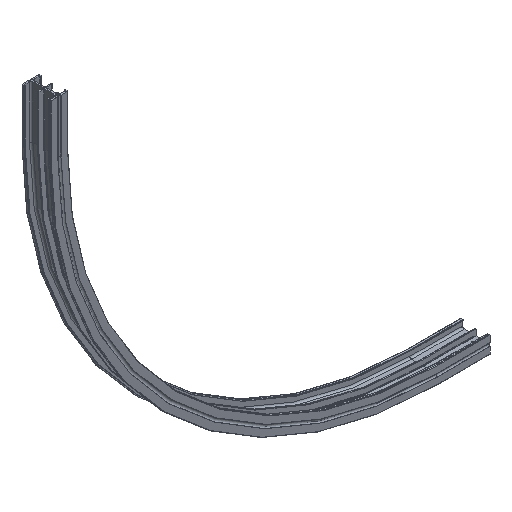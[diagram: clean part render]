
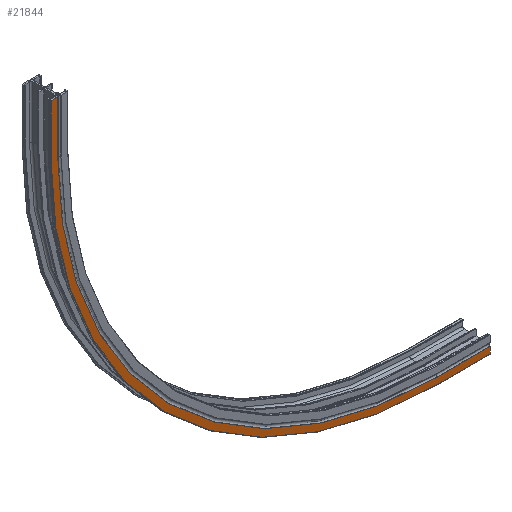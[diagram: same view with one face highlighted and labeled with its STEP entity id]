
A CAD part, isometric view. The second image highlights one B-rep face of the part: STEP entity #21844.
In plain terms, the highlighted planar face has unit normal (0, -1, 0).
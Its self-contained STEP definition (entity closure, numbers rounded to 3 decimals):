
#438 = AXIS2_PLACEMENT_3D ( 'NONE', #13210, #1148, #922 ) ;
#577 = VERTEX_POINT ( 'NONE', #13543 ) ;
#922 = DIRECTION ( 'NONE',  ( 0., 0., 1. ) ) ;
#943 = VECTOR ( 'NONE', #2850, 1000. ) ;
#1148 = DIRECTION ( 'NONE',  ( 0., 1., 0. ) ) ;
#1301 = ORIENTED_EDGE ( 'NONE', *, *, #22168, .T. ) ;
#1482 = ORIENTED_EDGE ( 'NONE', *, *, #6966, .F. ) ;
#1583 = CIRCLE ( 'NONE', #8897, 1098. ) ;
#1908 = ORIENTED_EDGE ( 'NONE', *, *, #4005, .T. ) ;
#2107 = CIRCLE ( 'NONE', #438, 1079.217 ) ;
#2283 = LINE ( 'NONE', #22035, #943 ) ;
#2301 = VERTEX_POINT ( 'NONE', #18417 ) ;
#2692 = DIRECTION ( 'NONE',  ( 0., 1., 0. ) ) ;
#2714 = DIRECTION ( 'NONE',  ( 0., 0., -1. ) ) ;
#2850 = DIRECTION ( 'NONE',  ( 0., 0., 1. ) ) ;
#3057 = VERTEX_POINT ( 'NONE', #12486 ) ;
#3434 = VERTEX_POINT ( 'NONE', #13980 ) ;
#4005 = EDGE_CURVE ( 'NONE', #2301, #577, #2283, .T. ) ;
#4117 = DIRECTION ( 'NONE',  ( -1., 0., 0. ) ) ;
#4125 = VECTOR ( 'NONE', #17821, 1000. ) ;
#4126 = CARTESIAN_POINT ( 'NONE',  ( 1224.5, -41.25, -1079.217 ) ) ;
#4472 = DIRECTION ( 'NONE',  ( 0., 0., -1. ) ) ;
#5344 = VECTOR ( 'NONE', #8167, 1000. ) ;
#6268 = ORIENTED_EDGE ( 'NONE', *, *, #19661, .F. ) ;
#6571 = ORIENTED_EDGE ( 'NONE', *, *, #10168, .T. ) ;
#6966 = EDGE_CURVE ( 'NONE', #3434, #7782, #7652, .T. ) ;
#7509 = CARTESIAN_POINT ( 'NONE',  ( 24.5, -41.25, 150. ) ) ;
#7652 = LINE ( 'NONE', #9110, #4125 ) ;
#7782 = VERTEX_POINT ( 'NONE', #15981 ) ;
#7976 = EDGE_LOOP ( 'NONE', ( #14043, #18380, #1482, #6268, #6571, #1301, #1908, #12353 ) ) ;
#8089 = CARTESIAN_POINT ( 'NONE',  ( 1074.5, -41.25, -1079.217 ) ) ;
#8167 = DIRECTION ( 'NONE',  ( -1., 0., 0. ) ) ;
#8598 = CARTESIAN_POINT ( 'NONE',  ( 1074.5, -41.25, 0. ) ) ;
#8616 = VERTEX_POINT ( 'NONE', #8089 ) ;
#8897 = AXIS2_PLACEMENT_3D ( 'NONE', #8598, #15518, #12253 ) ;
#8918 = EDGE_CURVE ( 'NONE', #9977, #3057, #9229, .T. ) ;
#9110 = CARTESIAN_POINT ( 'NONE',  ( 1224.5, -41.25, -1098. ) ) ;
#9229 = LINE ( 'NONE', #15270, #19815 ) ;
#9699 = CARTESIAN_POINT ( 'NONE',  ( 1224.5, -41.25, -1079.217 ) ) ;
#9746 = LINE ( 'NONE', #7509, #13006 ) ;
#9977 = VERTEX_POINT ( 'NONE', #14349 ) ;
#10168 = EDGE_CURVE ( 'NONE', #15612, #8616, #22209, .T. ) ;
#11029 = EDGE_CURVE ( 'NONE', #7782, #3057, #1583, .T. ) ;
#11445 = CARTESIAN_POINT ( 'NONE',  ( 1224.5, -41.25, -1079.217 ) ) ;
#12253 = DIRECTION ( 'NONE',  ( 0., 0., 1. ) ) ;
#12353 = ORIENTED_EDGE ( 'NONE', *, *, #21182, .F. ) ;
#12486 = CARTESIAN_POINT ( 'NONE',  ( -23.5, -41.25, 0. ) ) ;
#13006 = VECTOR ( 'NONE', #14593, 1000. ) ;
#13210 = CARTESIAN_POINT ( 'NONE',  ( 1074.5, -41.25, 0. ) ) ;
#13543 = CARTESIAN_POINT ( 'NONE',  ( -4.717, -41.25, 150. ) ) ;
#13980 = CARTESIAN_POINT ( 'NONE',  ( 1224.5, -41.25, -1098. ) ) ;
#14043 = ORIENTED_EDGE ( 'NONE', *, *, #8918, .T. ) ;
#14349 = CARTESIAN_POINT ( 'NONE',  ( -23.5, -41.25, 150. ) ) ;
#14593 = DIRECTION ( 'NONE',  ( 1., 0., 0. ) ) ;
#15270 = CARTESIAN_POINT ( 'NONE',  ( -23.5, -41.25, 150. ) ) ;
#15518 = DIRECTION ( 'NONE',  ( 0., 1., 0. ) ) ;
#15612 = VERTEX_POINT ( 'NONE', #4126 ) ;
#15981 = CARTESIAN_POINT ( 'NONE',  ( 1074.5, -41.25, -1098. ) ) ;
#16033 = VECTOR ( 'NONE', #2714, 1000. ) ;
#17136 = AXIS2_PLACEMENT_3D ( 'NONE', #18164, #2692, #4117 ) ;
#17821 = DIRECTION ( 'NONE',  ( -1., 0., 0. ) ) ;
#18092 = PLANE ( 'NONE',  #17136 ) ;
#18164 = CARTESIAN_POINT ( 'NONE',  ( 24.5, -41.25, 150. ) ) ;
#18380 = ORIENTED_EDGE ( 'NONE', *, *, #11029, .F. ) ;
#18417 = CARTESIAN_POINT ( 'NONE',  ( -4.717, -41.25, 0. ) ) ;
#19479 = FACE_OUTER_BOUND ( 'NONE', #7976, .T. ) ;
#19661 = EDGE_CURVE ( 'NONE', #15612, #3434, #20623, .T. ) ;
#19815 = VECTOR ( 'NONE', #4472, 1000. ) ;
#20623 = LINE ( 'NONE', #11445, #16033 ) ;
#21182 = EDGE_CURVE ( 'NONE', #9977, #577, #9746, .T. ) ;
#21844 = ADVANCED_FACE ( 'NONE', ( #19479 ), #18092, .F. ) ;
#22035 = CARTESIAN_POINT ( 'NONE',  ( -4.717, -41.25, 150. ) ) ;
#22168 = EDGE_CURVE ( 'NONE', #8616, #2301, #2107, .T. ) ;
#22209 = LINE ( 'NONE', #9699, #5344 ) ;
